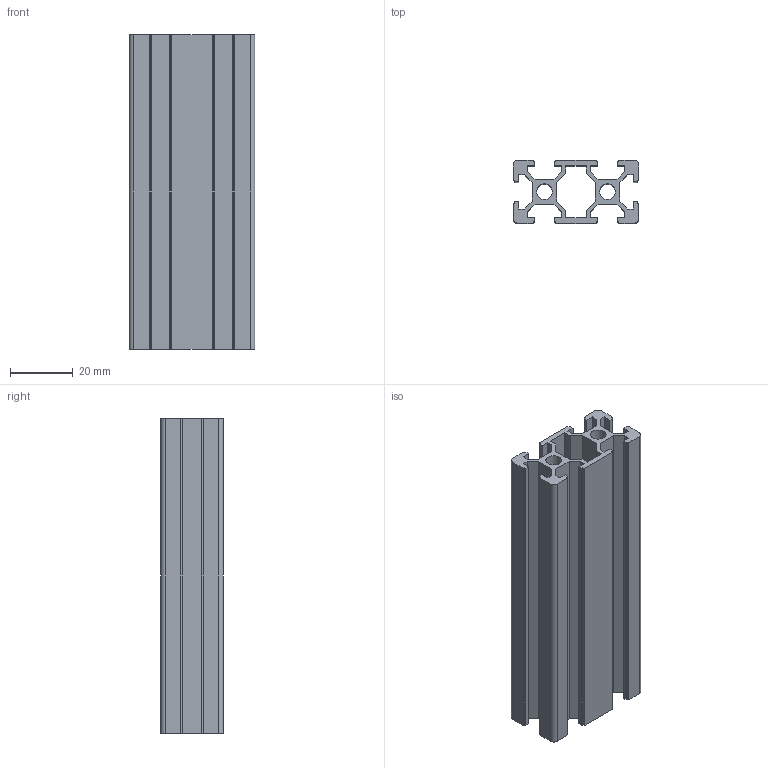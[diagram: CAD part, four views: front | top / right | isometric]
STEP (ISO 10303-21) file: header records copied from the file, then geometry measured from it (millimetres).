
FILE_DESCRIPTION(/* description */ (''),/* implementation_level */ '2;1');
FILE_NAME(/* name */ '2040 Extrusion.step',/* time_stamp */ '2022-11-07T08:09:29-08:00',/* author */ (''),/* organization */ (''),/* preprocessor_version */ 'ST-DEVELOPER v19.2',/* originating_system */ 'Autodesk Translation Framework v11.17.0.187',/* authorisation */ '');
FILE_SCHEMA (('AUTOMOTIVE_DESIGN { 1 0 10303 214 3 1 1 }'));
Length unit declared in the file: millimetre
Products named in the file (1): Extrusion Profiles
Bounding box: 40 x 20 x 100 mm (x, y, z)
Volume: 28676.1 mm3; surface area: 31807.2 mm2
Topology: 1 solids, 1 shells, 108 faces, 318 edges, 212 vertices
Faces by surface type: plane 102, cylinder 6
Full cylindrical faces by diameter (mm): 5 x2
Entity records: 3602 total; most frequent: CARTESIAN_POINT 639, ORIENTED_EDGE 636, DIRECTION 548, EDGE_CURVE 318, LINE 306, VECTOR 306, VERTEX_POINT 212, AXIS2_PLACEMENT_3D 121
